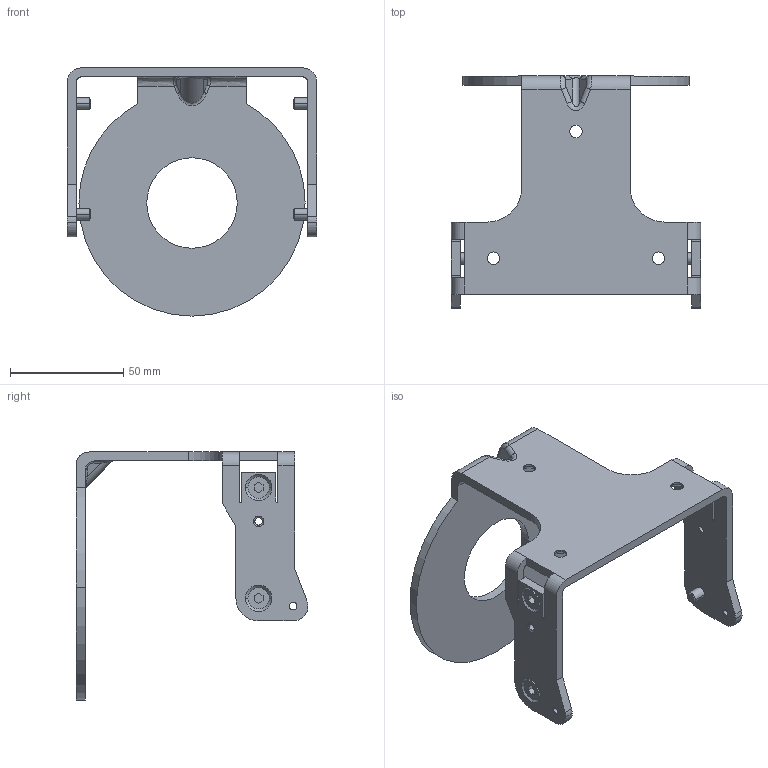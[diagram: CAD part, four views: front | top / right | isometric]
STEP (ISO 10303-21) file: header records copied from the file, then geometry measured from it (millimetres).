
FILE_DESCRIPTION(('VARGEN'),'2;1');
FILE_NAME('2034325.stp','2006-08-07T12:05:50',('SICK AG'),('SICK AG'),'OneSpace Designer STEP processor for AP214 (Solid Model)','OneSpace Designer 13.20A 18-Aug-2005 (C) CoCreate Software GmbH','');
FILE_SCHEMA(('AUTOMOTIVE_DESIGN { 1 0 10303 214 1 1 1 1 }'));
Length unit declared in the file: millimetre
Products named in the file (2): 2034325
Assembly tree (1 placements, depth 2):
  2034325
    2034325
Bounding box: 110.21 x 102.52 x 109.75 mm (x, y, z)
Volume: 68426.1 mm3; surface area: 40152.8 mm2
Topology: 1 solids, 1 shells, 190 faces, 512 edges, 332 vertices
Faces by surface type: cylinder 75, plane 73, cone 24, bspline 18
Entity records: 12761 total; most frequent: CARTESIAN_POINT 6988, ORIENTED_EDGE 1024, DIRECTION 700, EDGE_CURVE 512, VERTEX_POINT 332, VECTOR 270, LINE 270, EDGE_LOOP 218
